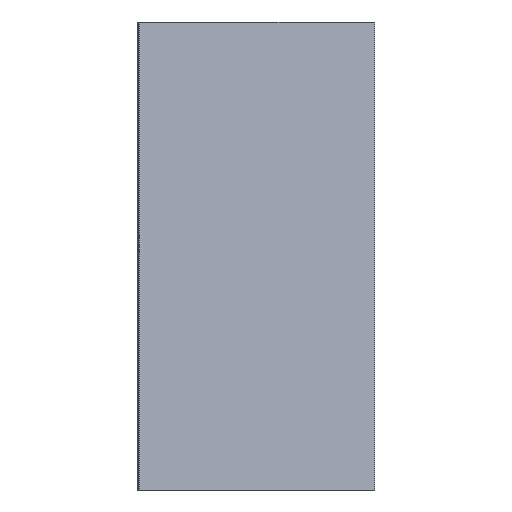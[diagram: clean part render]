
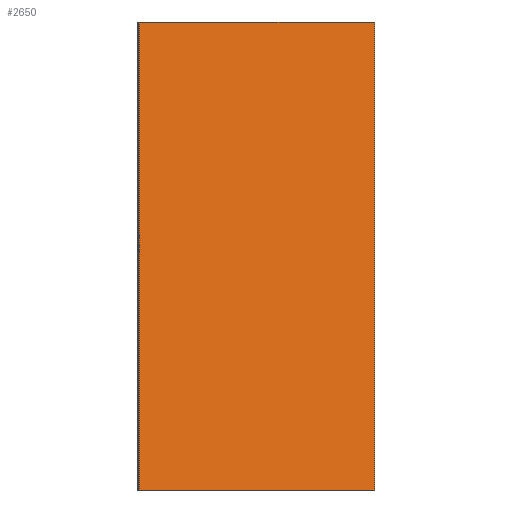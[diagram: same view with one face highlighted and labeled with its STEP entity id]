
A CAD part, front view. The second image highlights one B-rep face of the part: STEP entity #2650.
In plain terms, the highlighted planar face has unit normal (0.434, -0.901, 0).
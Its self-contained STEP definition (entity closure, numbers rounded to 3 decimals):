
#1197=DIRECTION('',(0.,0.,1.));
#1198=VECTOR('',#1197,120.);
#1199=CARTESIAN_POINT('',(66.649,10.348,-60.));
#1200=LINE('',#1199,#1198);
#1201=DIRECTION('',(-0.901,-0.434,0.));
#1202=VECTOR('',#1201,3.5);
#1203=CARTESIAN_POINT('',(66.649,10.348,-60.));
#1204=LINE('',#1203,#1202);
#1217=DIRECTION('',(0.,0.,1.));
#1218=VECTOR('',#1217,120.);
#1219=CARTESIAN_POINT('',(6.322,-18.742,-60.));
#1220=LINE('',#1219,#1218);
#1233=DIRECTION('',(0.901,0.434,0.));
#1234=VECTOR('',#1233,3.5);
#1235=CARTESIAN_POINT('',(6.322,-18.742,60.));
#1236=LINE('',#1235,#1234);
#1237=DIRECTION('',(-0.901,-0.434,0.));
#1238=VECTOR('',#1237,3.5);
#1239=CARTESIAN_POINT('',(9.475,-17.222,-60.));
#1240=LINE('',#1239,#1238);
#1257=DIRECTION('',(-0.901,-0.434,0.));
#1258=VECTOR('',#1257,59.974);
#1259=CARTESIAN_POINT('',(63.496,8.828,-60.));
#1260=LINE('',#1259,#1258);
#1269=DIRECTION('',(0.901,0.434,0.));
#1270=VECTOR('',#1269,59.974);
#1271=CARTESIAN_POINT('',(9.475,-17.222,60.));
#1272=LINE('',#1271,#1270);
#1281=DIRECTION('',(0.901,0.434,0.));
#1282=VECTOR('',#1281,3.5);
#1283=CARTESIAN_POINT('',(63.496,8.828,60.));
#1284=LINE('',#1283,#1282);
#1411=CARTESIAN_POINT('',(63.496,8.828,60.));
#1412=VERTEX_POINT('',#1411);
#1419=CARTESIAN_POINT('',(63.496,8.828,-60.));
#1420=CARTESIAN_POINT('',(9.475,-17.222,-60.));
#1421=VERTEX_POINT('',#1419);
#1422=VERTEX_POINT('',#1420);
#1429=CARTESIAN_POINT('',(66.649,10.348,-60.));
#1431=VERTEX_POINT('',#1429);
#1457=CARTESIAN_POINT('',(6.322,-18.742,60.));
#1459=VERTEX_POINT('',#1457);
#1478=CARTESIAN_POINT('',(9.475,-17.222,60.));
#1480=VERTEX_POINT('',#1478);
#1483=CARTESIAN_POINT('',(6.322,-18.742,-60.));
#1484=VERTEX_POINT('',#1483);
#1495=CARTESIAN_POINT('',(66.649,10.348,60.));
#1496=VERTEX_POINT('',#1495);
#2629=CARTESIAN_POINT('',(4.971,-19.394,60.));
#2630=DIRECTION('',(-0.434,0.901,0.));
#2631=DIRECTION('',(-0.901,-0.434,0.));
#2632=AXIS2_PLACEMENT_3D('',#2629,#2630,#2631);
#2633=PLANE('',#2632);
#2635=ORIENTED_EDGE('',*,*,#2634,.T.);
#2637=ORIENTED_EDGE('',*,*,#2636,.T.);
#2639=ORIENTED_EDGE('',*,*,#2638,.T.);
#2640=ORIENTED_EDGE('',*,*,#2608,.F.);
#2641=ORIENTED_EDGE('',*,*,#2620,.T.);
#2643=ORIENTED_EDGE('',*,*,#2642,.T.);
#2645=ORIENTED_EDGE('',*,*,#2644,.T.);
#2647=ORIENTED_EDGE('',*,*,#2646,.T.);
#2648=EDGE_LOOP('',(#2635,#2637,#2639,#2640,#2641,#2643,#2645,#2647));
#2649=FACE_OUTER_BOUND('',#2648,.F.);
#2650=ADVANCED_FACE('',(#2649),#2633,.F.);
#2608=EDGE_CURVE('',#1431,#1496,#1200,.T.);
#2620=EDGE_CURVE('',#1431,#1421,#1204,.T.);
#2634=EDGE_CURVE('',#1459,#1480,#1236,.T.);
#2636=EDGE_CURVE('',#1480,#1412,#1272,.T.);
#2638=EDGE_CURVE('',#1412,#1496,#1284,.T.);
#2642=EDGE_CURVE('',#1421,#1422,#1260,.T.);
#2644=EDGE_CURVE('',#1422,#1484,#1240,.T.);
#2646=EDGE_CURVE('',#1484,#1459,#1220,.T.);
